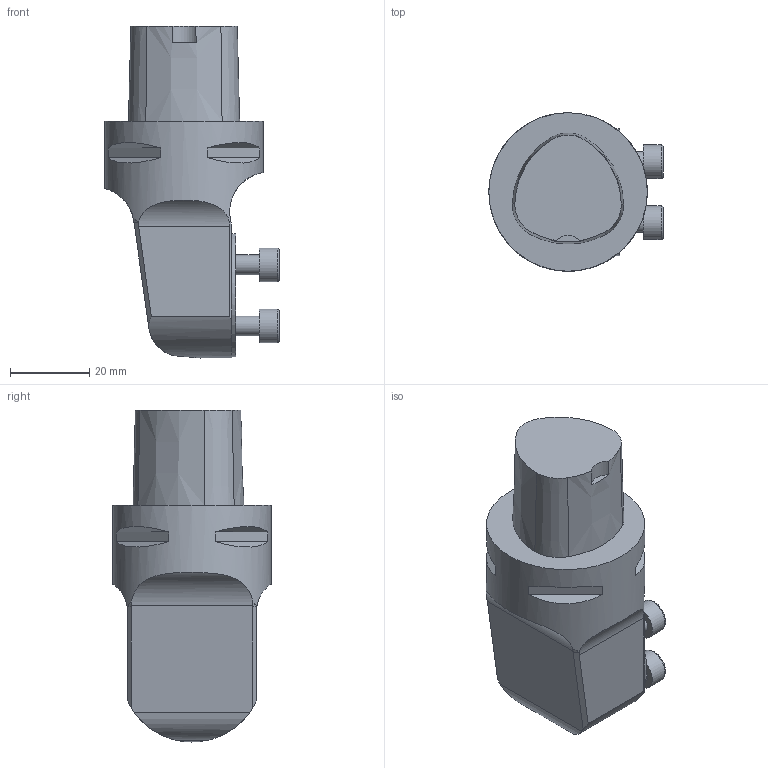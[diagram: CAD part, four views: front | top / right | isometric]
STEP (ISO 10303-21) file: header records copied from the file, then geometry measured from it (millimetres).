
FILE_DESCRIPTION(/* description */ (''),/* implementation_level */ '2;1');
FILE_NAME(/* name */ '1524131604684.stp',/* time_stamp */ '2018-04-19T11:53:33+02:00',/* author */ (''),/* organization */ ('SMS'),/* preprocessor_version */ 'ST-DEVELOPER v15',/* originating_system */ 'SIEMENS PLM Software NX 8.5',/* authorisation */ '');
FILE_SCHEMA (('AUTOMOTIVE_DESIGN { 1 0 10303 214 3 1 1 1 }'));
Length unit declared in the file: millimetre
Products named in the file (1): 201576604mod000_00
Bounding box: 44 x 40 x 83.8 mm (x, y, z)
Volume: 67612.2 mm3; surface area: 11888.9 mm2
Topology: 1 solids, 1 shells, 62 faces, 143 edges, 99 vertices
Faces by surface type: plane 33, cylinder 19, cone 6, torus 4
Full cylindrical faces by diameter (mm): 5 x4, 8.5 x4, 40 x1
Entity records: 1785 total; most frequent: CARTESIAN_POINT 383, DIRECTION 300, ORIENTED_EDGE 242, AXIS2_PLACEMENT_3D 127, EDGE_CURVE 121, EDGE_LOOP 88, VERTEX_POINT 87, ADVANCED_FACE 62
